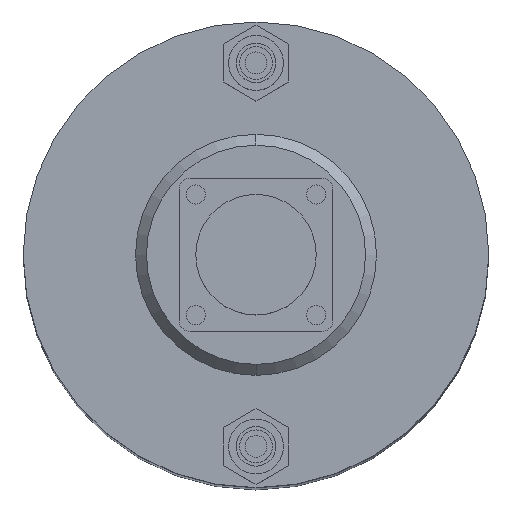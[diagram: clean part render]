
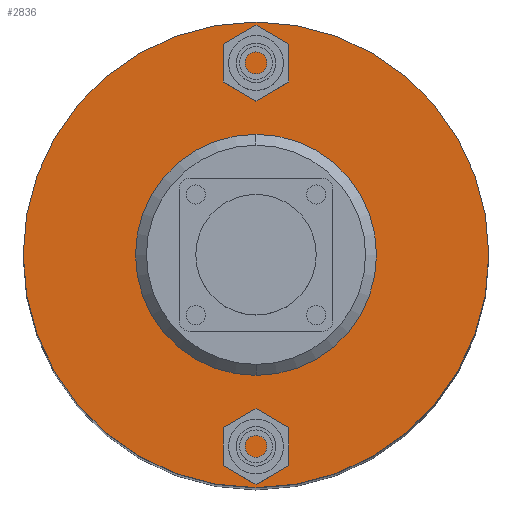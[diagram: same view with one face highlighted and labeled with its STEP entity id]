
A CAD part, top view. The second image highlights one B-rep face of the part: STEP entity #2836.
In plain terms, the highlighted face is planar.
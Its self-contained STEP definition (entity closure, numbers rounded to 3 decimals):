
#188 = ORIENTED_EDGE ( 'NONE', *, *, #3480, .F. ) ;
#217 = CARTESIAN_POINT ( 'NONE',  ( 2., 22., 0. ) ) ;
#243 = DIRECTION ( 'NONE',  ( 1., 0., 0. ) ) ;
#530 = VERTEX_POINT ( 'NONE', #1208 ) ;
#634 = AXIS2_PLACEMENT_3D ( 'NONE', #637, #243, #3161 ) ;
#637 = CARTESIAN_POINT ( 'NONE',  ( 2., 0., 0. ) ) ;
#662 = CARTESIAN_POINT ( 'NONE',  ( 2., 0., 0. ) ) ;
#683 = FACE_OUTER_BOUND ( 'NONE', #1357, .T. ) ;
#792 = VERTEX_POINT ( 'NONE', #4449 ) ;
#813 = CIRCLE ( 'NONE', #3400, 42.5 ) ;
#927 = PLANE ( 'NONE',  #3804 ) ;
#960 = DIRECTION ( 'NONE',  ( 1., 0., 0. ) ) ;
#1022 = FACE_BOUND ( 'NONE', #2248, .T. ) ;
#1031 = DIRECTION ( 'NONE',  ( 0., 1., 0. ) ) ;
#1086 = DIRECTION ( 'NONE',  ( 0., 1., 0. ) ) ;
#1208 = CARTESIAN_POINT ( 'NONE',  ( 2., 42.5, 0. ) ) ;
#1226 = VERTEX_POINT ( 'NONE', #3604 ) ;
#1357 = EDGE_LOOP ( 'NONE', ( #3657, #188 ) ) ;
#1431 = CIRCLE ( 'NONE', #634, 22. ) ;
#1690 = CARTESIAN_POINT ( 'NONE',  ( 2., 0., 0. ) ) ;
#1718 = EDGE_CURVE ( 'NONE', #1226, #2872, #1431, .T. ) ;
#1912 = ORIENTED_EDGE ( 'NONE', *, *, #1718, .T. ) ;
#2160 = EDGE_CURVE ( 'NONE', #2872, #1226, #2683, .T. ) ;
#2176 = DIRECTION ( 'NONE',  ( 1., 0., 0. ) ) ;
#2218 = CARTESIAN_POINT ( 'NONE',  ( 2., 0., 0. ) ) ;
#2244 = EDGE_CURVE ( 'NONE', #530, #792, #813, .T. ) ;
#2248 = EDGE_LOOP ( 'NONE', ( #3381, #1912 ) ) ;
#2418 = CIRCLE ( 'NONE', #2781, 42.5 ) ;
#2451 = CARTESIAN_POINT ( 'NONE',  ( 2., -22., 0. ) ) ;
#2683 = CIRCLE ( 'NONE', #2973, 22. ) ;
#2781 = AXIS2_PLACEMENT_3D ( 'NONE', #662, #3662, #1031 ) ;
#2785 = DIRECTION ( 'NONE',  ( 1., 0., 0. ) ) ;
#2836 = ADVANCED_FACE ( 'NONE', ( #683, #1022 ), #927, .F. ) ;
#2872 = VERTEX_POINT ( 'NONE', #217 ) ;
#2973 = AXIS2_PLACEMENT_3D ( 'NONE', #2218, #2176, #1086 ) ;
#3161 = DIRECTION ( 'NONE',  ( 0., 1., 0. ) ) ;
#3381 = ORIENTED_EDGE ( 'NONE', *, *, #2160, .T. ) ;
#3400 = AXIS2_PLACEMENT_3D ( 'NONE', #1690, #2785, #4674 ) ;
#3480 = EDGE_CURVE ( 'NONE', #792, #530, #2418, .T. ) ;
#3550 = DIRECTION ( 'NONE',  ( 0., 1., 0. ) ) ;
#3604 = CARTESIAN_POINT ( 'NONE',  ( 2., -22., 0. ) ) ;
#3657 = ORIENTED_EDGE ( 'NONE', *, *, #2244, .F. ) ;
#3662 = DIRECTION ( 'NONE',  ( 1., 0., 0. ) ) ;
#3804 = AXIS2_PLACEMENT_3D ( 'NONE', #2451, #960, #3550 ) ;
#4449 = CARTESIAN_POINT ( 'NONE',  ( 2., -42.5, 0. ) ) ;
#4674 = DIRECTION ( 'NONE',  ( 0., 1., 0. ) ) ;
